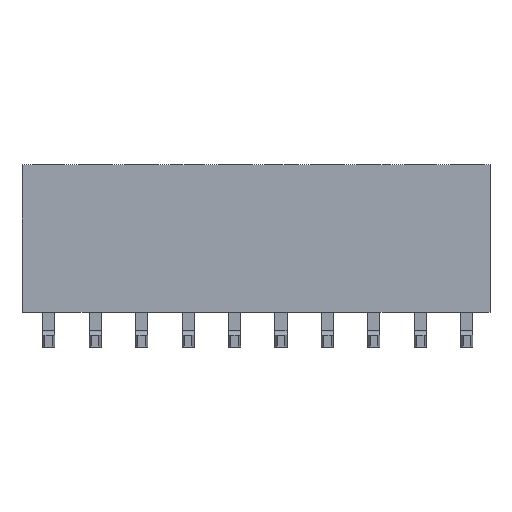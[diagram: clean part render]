
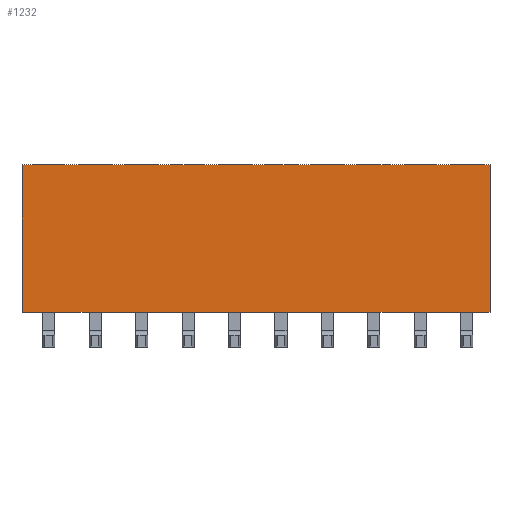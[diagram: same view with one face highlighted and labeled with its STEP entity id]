
A CAD part, top view. The second image highlights one B-rep face of the part: STEP entity #1232.
In plain terms, the highlighted planar face has unit normal (0, 0, 1).
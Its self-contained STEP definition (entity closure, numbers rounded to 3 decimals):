
#275=CARTESIAN_POINT('',(20.15,6.35,0.));
#276=VERTEX_POINT('',#275);
#283=CARTESIAN_POINT('',(20.15,0.,0.));
#284=VERTEX_POINT('',#283);
#285=CARTESIAN_POINT('',(20.15,0.,0.));
#286=DIRECTION('',(0.,1.,0.));
#287=VECTOR('',#286,6.35);
#288=LINE('',#285,#287);
#289=EDGE_CURVE('',#284,#276,#288,.T.);
#305=CARTESIAN_POINT('',(0.,6.35,0.));
#306=VERTEX_POINT('',#305);
#336=CARTESIAN_POINT('',(0.,0.,0.));
#337=VERTEX_POINT('',#336);
#347=CARTESIAN_POINT('',(0.,0.,0.));
#348=CARTESIAN_POINT('',(0.,1.27,0.));
#349=CARTESIAN_POINT('',(0.,2.54,0.));
#350=CARTESIAN_POINT('',(0.,3.81,0.));
#351=CARTESIAN_POINT('',(0.,5.08,0.));
#352=CARTESIAN_POINT('',(0.,6.35,0.));
#353=B_SPLINE_CURVE_WITH_KNOTS('',5,(#347,#348,#349,#350,#351,#352),.UNSPECIFIED.,.F.,.U.,(6,6),(0.,6.35),.UNSPECIFIED.);
#354=EDGE_CURVE('',#337,#306,#353,.T.);
#364=CARTESIAN_POINT('',(0.,6.35,0.));
#365=CARTESIAN_POINT('',(4.03,6.35,0.));
#366=CARTESIAN_POINT('',(8.06,6.35,0.));
#367=CARTESIAN_POINT('',(12.09,6.35,0.));
#368=CARTESIAN_POINT('',(16.12,6.35,0.));
#369=CARTESIAN_POINT('',(20.15,6.35,0.));
#370=B_SPLINE_CURVE_WITH_KNOTS('',5,(#364,#365,#366,#367,#368,#369),.UNSPECIFIED.,.F.,.U.,(6,6),(0.,20.15),.UNSPECIFIED.);
#371=EDGE_CURVE('',#306,#276,#370,.T.);
#1023=CARTESIAN_POINT('',(10.125,3.175,0.));
#1024=DIRECTION('',(1.,0.,0.));
#1025=DIRECTION('',(0.,0.,1.));
#1026=AXIS2_PLACEMENT_3D('',#1023,#1025,#1024);
#1027=PLANE('',#1026);
#1028=ORIENTED_EDGE('',*,*,#371,.F.);
#1029=ORIENTED_EDGE('',*,*,#354,.F.);
#1030=CARTESIAN_POINT('',(0.8,0.,0.));
#1031=VERTEX_POINT('',#1030);
#1032=CARTESIAN_POINT('',(0.8,0.,0.));
#1033=CARTESIAN_POINT('',(0.64,0.,0.));
#1034=CARTESIAN_POINT('',(0.48,0.,0.));
#1035=CARTESIAN_POINT('',(0.32,0.,0.));
#1036=CARTESIAN_POINT('',(0.16,0.,0.));
#1037=CARTESIAN_POINT('',(0.,0.,0.));
#1038=B_SPLINE_CURVE_WITH_KNOTS('',5,(#1032,#1033,#1034,#1035,#1036,#1037),.UNSPECIFIED.,.F.,.U.,(6,6),(0.,0.8),.UNSPECIFIED.);
#1039=EDGE_CURVE('',#1031,#337,#1038,.T.);
#1040=ORIENTED_EDGE('',*,*,#1039,.F.);
#1041=CARTESIAN_POINT('',(1.5,0.,0.));
#1042=VERTEX_POINT('',#1041);
#1043=CARTESIAN_POINT('',(1.5,0.,0.));
#1044=DIRECTION('',(-1.,0.,0.));
#1045=VECTOR('',#1044,0.7);
#1046=LINE('',#1043,#1045);
#1047=EDGE_CURVE('',#1042,#1031,#1046,.T.);
#1048=ORIENTED_EDGE('',*,*,#1047,.F.);
#1049=CARTESIAN_POINT('',(2.8,0.,0.));
#1050=VERTEX_POINT('',#1049);
#1051=CARTESIAN_POINT('',(1.5,0.,0.));
#1052=CARTESIAN_POINT('',(1.76,0.,0.));
#1053=CARTESIAN_POINT('',(2.02,0.,0.));
#1054=CARTESIAN_POINT('',(2.28,0.,0.));
#1055=CARTESIAN_POINT('',(2.54,0.,0.));
#1056=CARTESIAN_POINT('',(2.8,0.,0.));
#1057=B_SPLINE_CURVE_WITH_KNOTS('',5,(#1051,#1052,#1053,#1054,#1055,#1056),.UNSPECIFIED.,.F.,.U.,(6,6),(0.,1.3),.UNSPECIFIED.);
#1058=EDGE_CURVE('',#1042,#1050,#1057,.T.);
#1059=ORIENTED_EDGE('',*,*,#1058,.T.);
#1060=CARTESIAN_POINT('',(3.5,0.,0.));
#1061=VERTEX_POINT('',#1060);
#1062=CARTESIAN_POINT('',(3.5,0.,0.));
#1063=DIRECTION('',(-1.,0.,0.));
#1064=VECTOR('',#1063,0.7);
#1065=LINE('',#1062,#1064);
#1066=EDGE_CURVE('',#1061,#1050,#1065,.T.);
#1067=ORIENTED_EDGE('',*,*,#1066,.F.);
#1068=CARTESIAN_POINT('',(4.8,0.,0.));
#1069=VERTEX_POINT('',#1068);
#1070=CARTESIAN_POINT('',(3.5,0.,0.));
#1071=CARTESIAN_POINT('',(3.76,0.,0.));
#1072=CARTESIAN_POINT('',(4.02,0.,0.));
#1073=CARTESIAN_POINT('',(4.28,0.,0.));
#1074=CARTESIAN_POINT('',(4.54,0.,0.));
#1075=CARTESIAN_POINT('',(4.8,0.,0.));
#1076=B_SPLINE_CURVE_WITH_KNOTS('',5,(#1070,#1071,#1072,#1073,#1074,#1075),.UNSPECIFIED.,.F.,.U.,(6,6),(0.,1.3),.UNSPECIFIED.);
#1077=EDGE_CURVE('',#1061,#1069,#1076,.T.);
#1078=ORIENTED_EDGE('',*,*,#1077,.T.);
#1079=CARTESIAN_POINT('',(5.5,0.,0.));
#1080=VERTEX_POINT('',#1079);
#1081=CARTESIAN_POINT('',(5.5,0.,0.));
#1082=DIRECTION('',(-1.,0.,0.));
#1083=VECTOR('',#1082,0.7);
#1084=LINE('',#1081,#1083);
#1085=EDGE_CURVE('',#1080,#1069,#1084,.T.);
#1086=ORIENTED_EDGE('',*,*,#1085,.F.);
#1087=CARTESIAN_POINT('',(6.8,0.,0.));
#1088=VERTEX_POINT('',#1087);
#1089=CARTESIAN_POINT('',(5.5,0.,0.));
#1090=CARTESIAN_POINT('',(5.76,0.,0.));
#1091=CARTESIAN_POINT('',(6.02,0.,0.));
#1092=CARTESIAN_POINT('',(6.28,0.,0.));
#1093=CARTESIAN_POINT('',(6.54,0.,0.));
#1094=CARTESIAN_POINT('',(6.8,0.,0.));
#1095=B_SPLINE_CURVE_WITH_KNOTS('',5,(#1089,#1090,#1091,#1092,#1093,#1094),.UNSPECIFIED.,.F.,.U.,(6,6),(0.,1.3),.UNSPECIFIED.);
#1096=EDGE_CURVE('',#1080,#1088,#1095,.T.);
#1097=ORIENTED_EDGE('',*,*,#1096,.T.);
#1098=CARTESIAN_POINT('',(7.5,0.,0.));
#1099=VERTEX_POINT('',#1098);
#1100=CARTESIAN_POINT('',(7.5,0.,0.));
#1101=DIRECTION('',(-1.,0.,0.));
#1102=VECTOR('',#1101,0.7);
#1103=LINE('',#1100,#1102);
#1104=EDGE_CURVE('',#1099,#1088,#1103,.T.);
#1105=ORIENTED_EDGE('',*,*,#1104,.F.);
#1106=CARTESIAN_POINT('',(8.8,0.,0.));
#1107=VERTEX_POINT('',#1106);
#1108=CARTESIAN_POINT('',(7.5,0.,0.));
#1109=CARTESIAN_POINT('',(7.76,0.,0.));
#1110=CARTESIAN_POINT('',(8.02,0.,0.));
#1111=CARTESIAN_POINT('',(8.28,0.,0.));
#1112=CARTESIAN_POINT('',(8.54,0.,0.));
#1113=CARTESIAN_POINT('',(8.8,0.,0.));
#1114=B_SPLINE_CURVE_WITH_KNOTS('',5,(#1108,#1109,#1110,#1111,#1112,#1113),.UNSPECIFIED.,.F.,.U.,(6,6),(0.,1.3),.UNSPECIFIED.);
#1115=EDGE_CURVE('',#1099,#1107,#1114,.T.);
#1116=ORIENTED_EDGE('',*,*,#1115,.T.);
#1117=CARTESIAN_POINT('',(9.5,0.,0.));
#1118=VERTEX_POINT('',#1117);
#1119=CARTESIAN_POINT('',(9.5,0.,0.));
#1120=DIRECTION('',(-1.,0.,0.));
#1121=VECTOR('',#1120,0.7);
#1122=LINE('',#1119,#1121);
#1123=EDGE_CURVE('',#1118,#1107,#1122,.T.);
#1124=ORIENTED_EDGE('',*,*,#1123,.F.);
#1125=CARTESIAN_POINT('',(10.8,0.,0.));
#1126=VERTEX_POINT('',#1125);
#1127=CARTESIAN_POINT('',(9.5,0.,0.));
#1128=CARTESIAN_POINT('',(9.76,0.,0.));
#1129=CARTESIAN_POINT('',(10.02,0.,0.));
#1130=CARTESIAN_POINT('',(10.28,0.,0.));
#1131=CARTESIAN_POINT('',(10.54,0.,0.));
#1132=CARTESIAN_POINT('',(10.8,0.,0.));
#1133=B_SPLINE_CURVE_WITH_KNOTS('',5,(#1127,#1128,#1129,#1130,#1131,#1132),.UNSPECIFIED.,.F.,.U.,(6,6),(0.,1.3),.UNSPECIFIED.);
#1134=EDGE_CURVE('',#1118,#1126,#1133,.T.);
#1135=ORIENTED_EDGE('',*,*,#1134,.T.);
#1136=CARTESIAN_POINT('',(11.5,0.,0.));
#1137=VERTEX_POINT('',#1136);
#1138=CARTESIAN_POINT('',(11.5,0.,0.));
#1139=DIRECTION('',(-1.,0.,0.));
#1140=VECTOR('',#1139,0.7);
#1141=LINE('',#1138,#1140);
#1142=EDGE_CURVE('',#1137,#1126,#1141,.T.);
#1143=ORIENTED_EDGE('',*,*,#1142,.F.);
#1144=CARTESIAN_POINT('',(12.8,0.,0.));
#1145=VERTEX_POINT('',#1144);
#1146=CARTESIAN_POINT('',(11.5,0.,0.));
#1147=CARTESIAN_POINT('',(11.76,0.,0.));
#1148=CARTESIAN_POINT('',(12.02,0.,0.));
#1149=CARTESIAN_POINT('',(12.28,0.,0.));
#1150=CARTESIAN_POINT('',(12.54,0.,0.));
#1151=CARTESIAN_POINT('',(12.8,0.,0.));
#1152=B_SPLINE_CURVE_WITH_KNOTS('',5,(#1146,#1147,#1148,#1149,#1150,#1151),.UNSPECIFIED.,.F.,.U.,(6,6),(0.,1.3),.UNSPECIFIED.);
#1153=EDGE_CURVE('',#1137,#1145,#1152,.T.);
#1154=ORIENTED_EDGE('',*,*,#1153,.T.);
#1155=CARTESIAN_POINT('',(13.5,0.,0.));
#1156=VERTEX_POINT('',#1155);
#1157=CARTESIAN_POINT('',(13.5,0.,0.));
#1158=DIRECTION('',(-1.,0.,0.));
#1159=VECTOR('',#1158,0.7);
#1160=LINE('',#1157,#1159);
#1161=EDGE_CURVE('',#1156,#1145,#1160,.T.);
#1162=ORIENTED_EDGE('',*,*,#1161,.F.);
#1163=CARTESIAN_POINT('',(14.8,0.,0.));
#1164=VERTEX_POINT('',#1163);
#1165=CARTESIAN_POINT('',(13.5,0.,0.));
#1166=CARTESIAN_POINT('',(13.76,0.,0.));
#1167=CARTESIAN_POINT('',(14.02,0.,0.));
#1168=CARTESIAN_POINT('',(14.28,0.,0.));
#1169=CARTESIAN_POINT('',(14.54,0.,0.));
#1170=CARTESIAN_POINT('',(14.8,0.,0.));
#1171=B_SPLINE_CURVE_WITH_KNOTS('',5,(#1165,#1166,#1167,#1168,#1169,#1170),.UNSPECIFIED.,.F.,.U.,(6,6),(0.,1.3),.UNSPECIFIED.);
#1172=EDGE_CURVE('',#1156,#1164,#1171,.T.);
#1173=ORIENTED_EDGE('',*,*,#1172,.T.);
#1174=CARTESIAN_POINT('',(15.5,0.,0.));
#1175=VERTEX_POINT('',#1174);
#1176=CARTESIAN_POINT('',(15.5,0.,0.));
#1177=DIRECTION('',(-1.,0.,0.));
#1178=VECTOR('',#1177,0.7);
#1179=LINE('',#1176,#1178);
#1180=EDGE_CURVE('',#1175,#1164,#1179,.T.);
#1181=ORIENTED_EDGE('',*,*,#1180,.F.);
#1182=CARTESIAN_POINT('',(16.8,0.,0.));
#1183=VERTEX_POINT('',#1182);
#1184=CARTESIAN_POINT('',(15.5,0.,0.));
#1185=CARTESIAN_POINT('',(15.76,0.,0.));
#1186=CARTESIAN_POINT('',(16.02,0.,0.));
#1187=CARTESIAN_POINT('',(16.28,0.,0.));
#1188=CARTESIAN_POINT('',(16.54,0.,0.));
#1189=CARTESIAN_POINT('',(16.8,0.,0.));
#1190=B_SPLINE_CURVE_WITH_KNOTS('',5,(#1184,#1185,#1186,#1187,#1188,#1189),.UNSPECIFIED.,.F.,.U.,(6,6),(0.,1.3),.UNSPECIFIED.);
#1191=EDGE_CURVE('',#1175,#1183,#1190,.T.);
#1192=ORIENTED_EDGE('',*,*,#1191,.T.);
#1193=CARTESIAN_POINT('',(17.5,0.,0.));
#1194=VERTEX_POINT('',#1193);
#1195=CARTESIAN_POINT('',(17.5,0.,0.));
#1196=DIRECTION('',(-1.,0.,0.));
#1197=VECTOR('',#1196,0.7);
#1198=LINE('',#1195,#1197);
#1199=EDGE_CURVE('',#1194,#1183,#1198,.T.);
#1200=ORIENTED_EDGE('',*,*,#1199,.F.);
#1201=CARTESIAN_POINT('',(18.8,0.,0.));
#1202=VERTEX_POINT('',#1201);
#1203=CARTESIAN_POINT('',(17.5,0.,0.));
#1204=CARTESIAN_POINT('',(17.76,0.,0.));
#1205=CARTESIAN_POINT('',(18.02,0.,0.));
#1206=CARTESIAN_POINT('',(18.28,0.,0.));
#1207=CARTESIAN_POINT('',(18.54,0.,0.));
#1208=CARTESIAN_POINT('',(18.8,0.,0.));
#1209=B_SPLINE_CURVE_WITH_KNOTS('',5,(#1203,#1204,#1205,#1206,#1207,#1208),.UNSPECIFIED.,.F.,.U.,(6,6),(0.,1.3),.UNSPECIFIED.);
#1210=EDGE_CURVE('',#1194,#1202,#1209,.T.);
#1211=ORIENTED_EDGE('',*,*,#1210,.T.);
#1212=CARTESIAN_POINT('',(19.5,0.,0.));
#1213=VERTEX_POINT('',#1212);
#1214=CARTESIAN_POINT('',(19.5,0.,0.));
#1215=DIRECTION('',(-1.,0.,0.));
#1216=VECTOR('',#1215,0.7);
#1217=LINE('',#1214,#1216);
#1218=EDGE_CURVE('',#1213,#1202,#1217,.T.);
#1219=ORIENTED_EDGE('',*,*,#1218,.F.);
#1220=CARTESIAN_POINT('',(19.5,0.,0.));
#1221=CARTESIAN_POINT('',(19.63,0.,0.));
#1222=CARTESIAN_POINT('',(19.76,0.,0.));
#1223=CARTESIAN_POINT('',(19.89,0.,0.));
#1224=CARTESIAN_POINT('',(20.02,0.,0.));
#1225=CARTESIAN_POINT('',(20.15,0.,0.));
#1226=B_SPLINE_CURVE_WITH_KNOTS('',5,(#1220,#1221,#1222,#1223,#1224,#1225),.UNSPECIFIED.,.F.,.U.,(6,6),(0.,0.65),.UNSPECIFIED.);
#1227=EDGE_CURVE('',#1213,#284,#1226,.T.);
#1228=ORIENTED_EDGE('',*,*,#1227,.T.);
#1229=ORIENTED_EDGE('',*,*,#289,.T.);
#1230=EDGE_LOOP('',(#1028,#1029,#1040,#1048,#1059,#1067,#1078,#1086,#1097,#1105,#1116,#1124,#1135,#1143,#1154,#1162,#1173,#1181,#1192,#1200,#1211,#1219,#1228,#1229));
#1231=FACE_OUTER_BOUND('',#1230,.T.);
#1232=ADVANCED_FACE('',(#1231),#1027,.T.);
